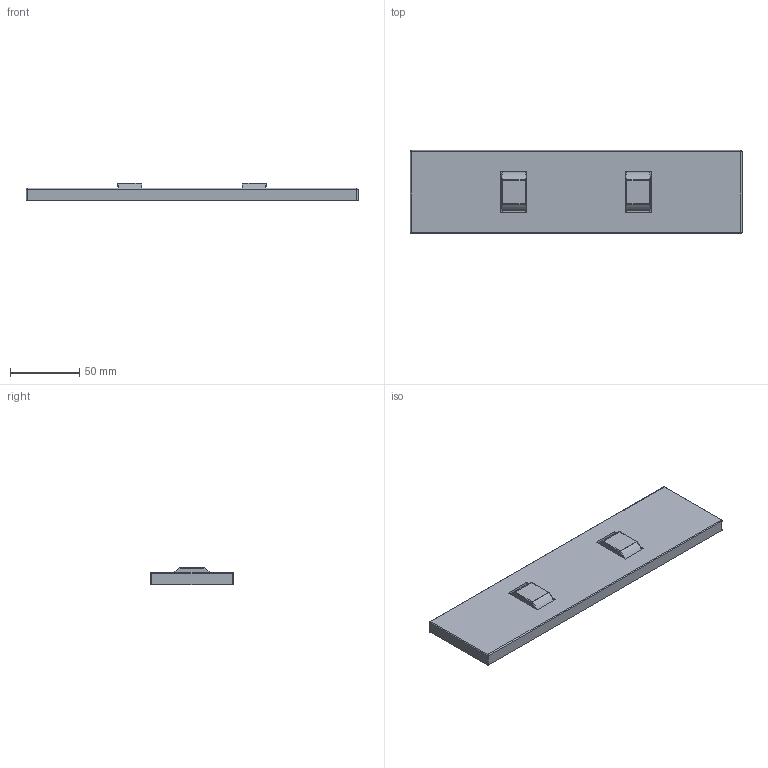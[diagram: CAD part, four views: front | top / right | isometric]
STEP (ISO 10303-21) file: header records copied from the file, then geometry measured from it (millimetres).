
FILE_DESCRIPTION (( 'STEP AP203' ), '1' );
FILE_NAME ('36512979-00.STEP', '2018-07-03T15:17:17', ( '' ), ( '' ), 'SwSTEP 2.0', 'SolidWorks 2017', '' );
FILE_SCHEMA (( 'CONFIG_CONTROL_DESIGN' ));
Length unit declared in the file: millimetre
Products named in the file (3): 36512979-00; Planungsmodell_Platte-+-09.27.99.001.94-01_-_K2_240x9x60-36512979; Planungsmodell_Düse_Düsengehäuse Waterfan-+-09.17.09.054.90-01_K1
Assembly tree (3 placements, depth 2):
  36512979-00
    Planungsmodell_Platte-+-09.27.99.001.94-01_-_K2_240x9x60-36512979
    Planungsmodell_Düse_Düsengehäuse Waterfan-+-09.17.09.054.90-01_K1  x2
Bounding box: 240 x 60 x 12.45 mm (x, y, z)
Volume: 138383.3 mm3; surface area: 38338.2 mm2
Topology: 3 solids, 3 shells, 64 faces, 136 edges, 76 vertices
Faces by surface type: plane 24, cylinder 20, sphere 12, bspline 8
Entity records: 1645 total; most frequent: CARTESIAN_POINT 364, DIRECTION 208, ORIENTED_EDGE 192, EDGE_CURVE 96, AXIS2_PLACEMENT_3D 76, VERTEX_POINT 56, VECTOR 56, LINE 56
